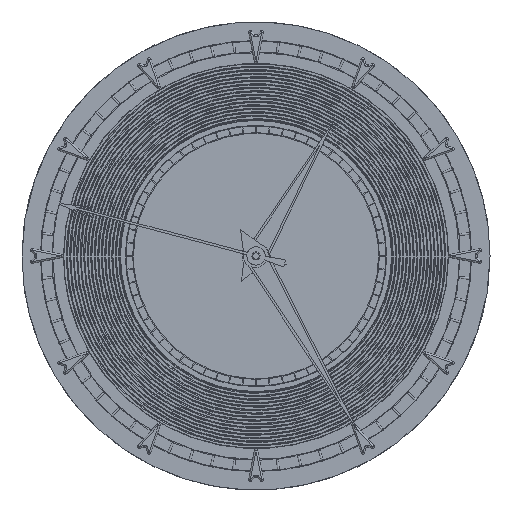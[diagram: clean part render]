
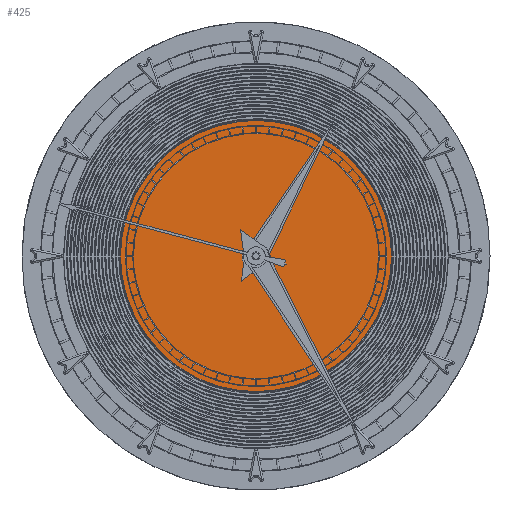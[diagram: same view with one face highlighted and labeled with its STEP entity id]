
A CAD part, top view. The second image highlights one B-rep face of the part: STEP entity #425.
In plain terms, the highlighted planar face has unit normal (0, 0, 1).
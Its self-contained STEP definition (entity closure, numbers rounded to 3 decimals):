
#175=FACE_BOUND($,#2037,.T.);
#425=ADVANCED_FACE($,(#1222,#175),#9588,.T.);
#1222=FACE_OUTER_BOUND($,#2036,.T.);
#2036=EDGE_LOOP($,(#3339,#3340));
#2037=EDGE_LOOP($,(#3341,#3342));
#3339=ORIENTED_EDGE($,*,*,#6746,.T.);
#3340=ORIENTED_EDGE($,*,*,#6876,.T.);
#3341=ORIENTED_EDGE($,*,*,#6748,.T.);
#3342=ORIENTED_EDGE($,*,*,#6874,.T.);
#6746=EDGE_CURVE($,#8492,#8568,#10431,.T.);
#6748=EDGE_CURVE($,#8494,#8565,#10433,.T.);
#6874=EDGE_CURVE($,#8565,#8494,#10505,.T.);
#6876=EDGE_CURVE($,#8568,#8492,#10506,.T.);
#8492=VERTEX_POINT($,#16314);
#8494=VERTEX_POINT($,#16316);
#8565=VERTEX_POINT($,#16387);
#8568=VERTEX_POINT($,#16390);
#9588=PLANE($,#12300);
#10431=(
BOUNDED_CURVE()
B_SPLINE_CURVE(2,(#14306,#14307,#14308,#14309,#14310),.UNSPECIFIED.,.F.,
.F.)
B_SPLINE_CURVE_WITH_KNOTS((3,2,3),(-50.265,-37.699,-25.133),
.UNSPECIFIED.)
CURVE()
GEOMETRIC_REPRESENTATION_ITEM()
RATIONAL_B_SPLINE_CURVE((1.,0.707,1.,0.707,1.))
REPRESENTATION_ITEM($)
);
#10433=(
BOUNDED_CURVE()
B_SPLINE_CURVE(2,(#14316,#14317,#14318,#14319,#14320),.UNSPECIFIED.,.F.,
.F.)
B_SPLINE_CURVE_WITH_KNOTS((3,2,3),(-1.562,-1.172,-0.781),
.UNSPECIFIED.)
CURVE()
GEOMETRIC_REPRESENTATION_ITEM()
RATIONAL_B_SPLINE_CURVE((1.,0.707,1.,0.707,1.))
REPRESENTATION_ITEM($)
);
#10505=(
BOUNDED_CURVE()
B_SPLINE_CURVE(2,(#14784,#14785,#14786,#14787,#14788),.UNSPECIFIED.,.F.,
.F.)
B_SPLINE_CURVE_WITH_KNOTS((3,2,3),(-0.781,-0.391,
0.),.UNSPECIFIED.)
CURVE()
GEOMETRIC_REPRESENTATION_ITEM()
RATIONAL_B_SPLINE_CURVE((1.,0.707,1.,0.707,1.))
REPRESENTATION_ITEM($)
);
#10506=(
BOUNDED_CURVE()
B_SPLINE_CURVE(2,(#14791,#14792,#14793,#14794,#14795),.UNSPECIFIED.,.F.,
.F.)
B_SPLINE_CURVE_WITH_KNOTS((3,2,3),(-25.133,-12.566,0.),
.UNSPECIFIED.)
CURVE()
GEOMETRIC_REPRESENTATION_ITEM()
RATIONAL_B_SPLINE_CURVE((1.,0.707,1.,0.707,1.))
REPRESENTATION_ITEM($)
);
#12300=AXIS2_PLACEMENT_3D($,#15263,#12573,$);
#12573=DIRECTION($,(0.,0.,1.));
#14306=CARTESIAN_POINT($,(8.,61.,4.214));
#14307=CARTESIAN_POINT($,(8.,69.,4.214));
#14308=CARTESIAN_POINT($,(0.,69.,4.214));
#14309=CARTESIAN_POINT($,(-8.,69.,4.214));
#14310=CARTESIAN_POINT($,(-8.,61.,4.214));
#14316=CARTESIAN_POINT($,(0.,60.751,4.214));
#14317=CARTESIAN_POINT($,(-0.249,60.751,4.214));
#14318=CARTESIAN_POINT($,(-0.249,61.,4.214));
#14319=CARTESIAN_POINT($,(-0.249,61.249,4.214));
#14320=CARTESIAN_POINT($,(0.,61.249,4.214));
#14784=CARTESIAN_POINT($,(0.,61.249,4.214));
#14785=CARTESIAN_POINT($,(0.249,61.249,4.214));
#14786=CARTESIAN_POINT($,(0.249,61.,4.214));
#14787=CARTESIAN_POINT($,(0.249,60.751,4.214));
#14788=CARTESIAN_POINT($,(0.,60.751,4.214));
#14791=CARTESIAN_POINT($,(-8.,61.,4.214));
#14792=CARTESIAN_POINT($,(-8.,53.,4.214));
#14793=CARTESIAN_POINT($,(0.,53.,4.214));
#14794=CARTESIAN_POINT($,(8.,53.,4.214));
#14795=CARTESIAN_POINT($,(8.,61.,4.214));
#15263=CARTESIAN_POINT($,(-8.,69.,4.214));
#16314=CARTESIAN_POINT($,(8.,61.,4.214));
#16316=CARTESIAN_POINT($,(0.,60.751,4.214));
#16387=CARTESIAN_POINT($,(0.,61.249,4.214));
#16390=CARTESIAN_POINT($,(-8.,61.,4.214));
